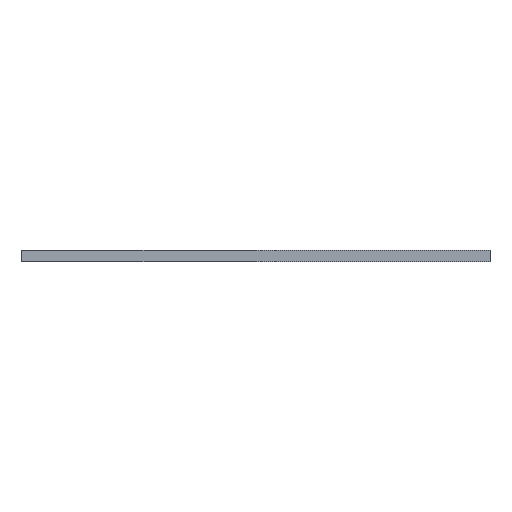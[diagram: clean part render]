
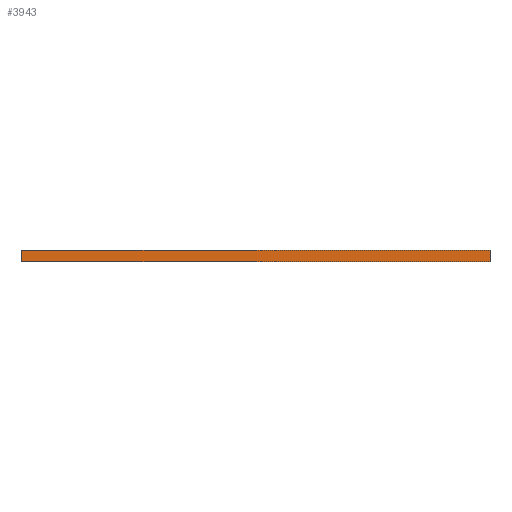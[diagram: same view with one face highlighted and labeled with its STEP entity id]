
A CAD part, left-side view. The second image highlights one B-rep face of the part: STEP entity #3943.
In plain terms, the highlighted planar face has unit normal (-1, 0, 0).
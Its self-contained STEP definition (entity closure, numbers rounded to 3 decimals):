
#144 = VERTEX_POINT('',#145);
#145 = CARTESIAN_POINT('',(96.24,-55.46,0.));
#151 = EDGE_CURVE('',#152,#144,#154,.T.);
#152 = VERTEX_POINT('',#153);
#153 = CARTESIAN_POINT('',(96.24,-120.26,0.));
#154 = LINE('',#155,#156);
#155 = CARTESIAN_POINT('',(96.24,-120.26,0.));
#156 = VECTOR('',#157,1.);
#157 = DIRECTION('',(0.,1.,0.));
#2030 = VERTEX_POINT('',#2031);
#2031 = CARTESIAN_POINT('',(96.24,-55.46,1.6));
#2037 = EDGE_CURVE('',#2038,#2030,#2040,.T.);
#2038 = VERTEX_POINT('',#2039);
#2039 = CARTESIAN_POINT('',(96.24,-120.26,1.6));
#2040 = LINE('',#2041,#2042);
#2041 = CARTESIAN_POINT('',(96.24,-120.26,1.6));
#2042 = VECTOR('',#2043,1.);
#2043 = DIRECTION('',(0.,1.,0.));
#3913 = EDGE_CURVE('',#144,#2030,#3914,.T.);
#3914 = LINE('',#3915,#3916);
#3915 = CARTESIAN_POINT('',(96.24,-55.46,0.));
#3916 = VECTOR('',#3917,1.);
#3917 = DIRECTION('',(0.,0.,1.));
#3943 = ADVANCED_FACE('',(#3944),#3955,.T.);
#3944 = FACE_BOUND('',#3945,.T.);
#3945 = EDGE_LOOP('',(#3946,#3952,#3953,#3954));
#3946 = ORIENTED_EDGE('',*,*,#3947,.T.);
#3947 = EDGE_CURVE('',#152,#2038,#3948,.T.);
#3948 = LINE('',#3949,#3950);
#3949 = CARTESIAN_POINT('',(96.24,-120.26,0.));
#3950 = VECTOR('',#3951,1.);
#3951 = DIRECTION('',(0.,0.,1.));
#3952 = ORIENTED_EDGE('',*,*,#2037,.T.);
#3953 = ORIENTED_EDGE('',*,*,#3913,.F.);
#3954 = ORIENTED_EDGE('',*,*,#151,.F.);
#3955 = PLANE('',#3956);
#3956 = AXIS2_PLACEMENT_3D('',#3957,#3958,#3959);
#3957 = CARTESIAN_POINT('',(96.24,-120.26,0.));
#3958 = DIRECTION('',(-1.,0.,0.));
#3959 = DIRECTION('',(0.,1.,0.));
